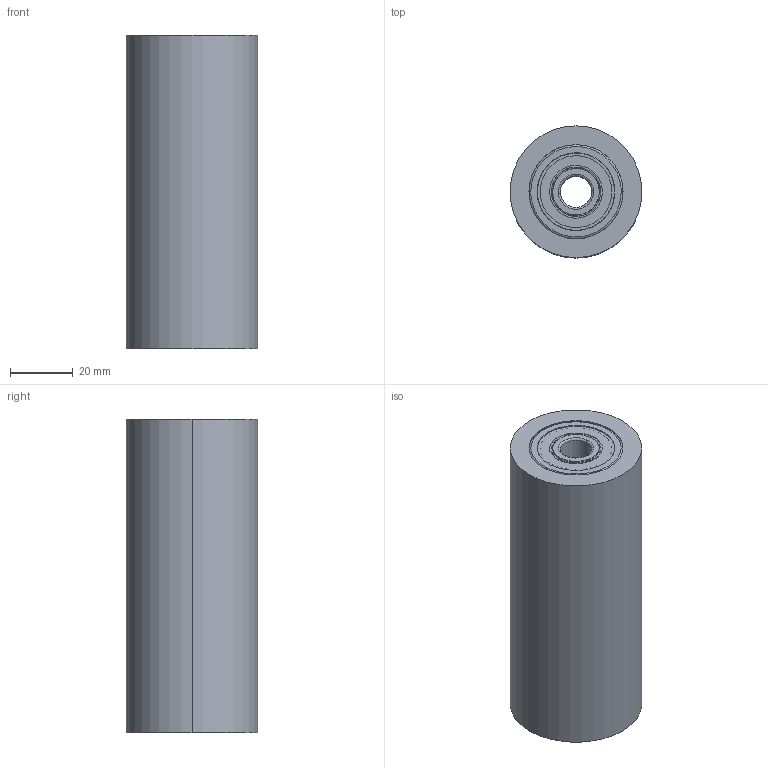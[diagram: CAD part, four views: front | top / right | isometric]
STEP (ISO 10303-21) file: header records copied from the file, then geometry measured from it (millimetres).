
FILE_DESCRIPTION (( 'STEP AP214' ), '1' );
FILE_NAME ('0038592_Ø42x100-Schwerlastrolle.step', '2017-11-13T10:25:17', ( '' ), ( '' ), 'SwSTEP 2.0', 'SolidWorks 2016', '' );
FILE_SCHEMA (( 'AUTOMOTIVE_DESIGN' ));
Length unit declared in the file: millimetre
Products named in the file (4): Rillenkugellager_DIN625-6200-2RS; 0038304_003-Distanzrohr-Ø15x2x86; 0038592_001-Rohr42-STI; 0038592_Ø42x100-Schwerlastrolle
Assembly tree (4 placements, depth 2):
  0038592_Ø42x100-Schwerlastrolle
    0038592_001-Rohr42-STI
    0038304_003-Distanzrohr-Ø15x2x86
    Rillenkugellager_DIN625-6200-2RS  x2
Bounding box: 42 x 42 x 100 mm (x, y, z)
Volume: 110952 mm3; surface area: 40638.5 mm2
Topology: 12 solids, 12 shells, 182 faces, 364 edges, 216 vertices
Faces by surface type: cylinder 76, torus 68, plane 34, cone 4
Entity records: 2914 total; most frequent: DIRECTION 578, CARTESIAN_POINT 435, ORIENTED_EDGE 408, AXIS2_PLACEMENT_3D 265, EDGE_CURVE 204, CIRCLE 156, EDGE_LOOP 122, VERTEX_POINT 122
